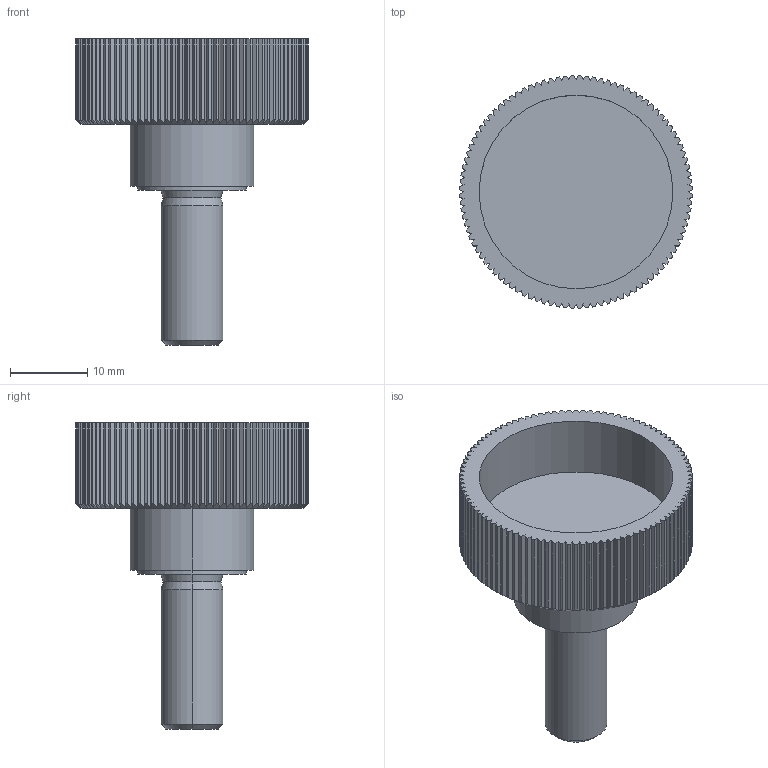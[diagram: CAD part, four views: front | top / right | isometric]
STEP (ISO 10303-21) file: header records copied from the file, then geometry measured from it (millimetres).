
FILE_DESCRIPTION(('STEP AP214'),'1');
FILE_NAME(' ',' ',('TraceParts'),('TraceParts S.A.'),'XStep 1.0',' ',' ');
FILE_SCHEMA(('automotive_design'));
Length unit declared in the file: millimetre
Products named in the file (1): 1
Bounding box: 29.99 x 29.99 x 39.5 mm (x, y, z)
Volume: 6346.8 mm3; surface area: 4576 mm2
Topology: 1 solids, 1 shells, 322 faces, 940 edges, 624 vertices
Faces by surface type: plane 206, cylinder 108, cone 8
Entity records: 20864 total; most frequent: CARTESIAN_POINT 2287, STYLED_ITEM 1887, PRESENTATION_STYLE_ASSIGNMENT 1887, COLOUR_RGB 1887, ORIENTED_EDGE 1880, DIRECTION 1610, EDGE_CURVE 940, CURVE_STYLE 940
